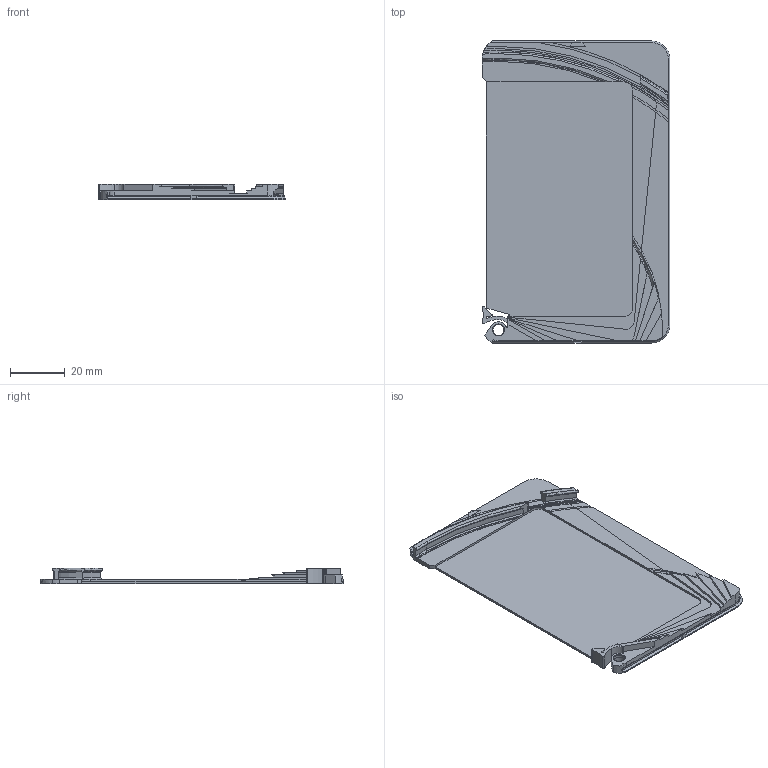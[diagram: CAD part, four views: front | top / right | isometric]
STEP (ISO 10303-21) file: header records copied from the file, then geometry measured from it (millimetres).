
FILE_DESCRIPTION(('FreeCAD Model'),'2;1');
FILE_NAME('Open CASCADE Shape Model','2024-11-14T08:53:27',(''),(''), 'Open CASCADE STEP processor 7.6','FreeCAD','Unknown');
FILE_SCHEMA(('AUTOMOTIVE_DESIGN { 1 0 10303 214 1 1 1 1 }'));
Length unit declared in the file: millimetre
Products named in the file (4): Wallter_Slider_Base; LCS_Assembly; Part; Body
Assembly tree (3 placements, depth 3):
  Wallter_Slider_Base
    LCS_Assembly
    Part
      Body
Bounding box: 68.8 x 110.6 x 5.6 mm (x, y, z)
Volume: 9480.3 mm3; surface area: 16733.5 mm2
Topology: 1 solids, 1 shells, 192 faces, 517 edges, 329 vertices
Faces by surface type: plane 109, cylinder 44, torus 27, cone 12
Full cylindrical faces by diameter (mm): 4 x1, 4.8 x1
Entity records: 14497 total; most frequent: CARTESIAN_POINT 4095, DIRECTION 1981, LINE 1036, VECTOR 1036, ORIENTED_EDGE 1034, PCURVE 1034, DEFINITIONAL_REPRESENTATION 1034, EDGE_CURVE 517
